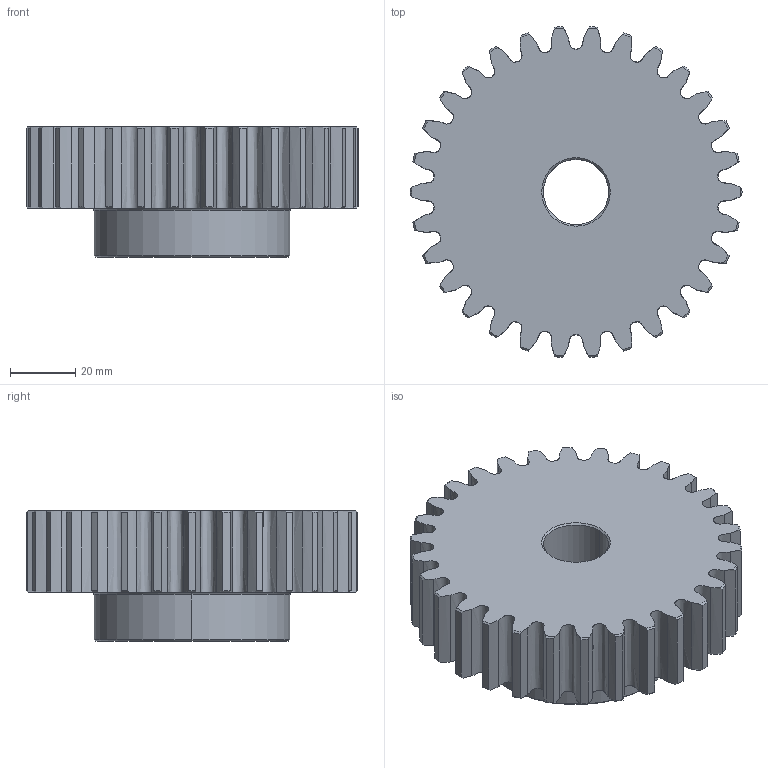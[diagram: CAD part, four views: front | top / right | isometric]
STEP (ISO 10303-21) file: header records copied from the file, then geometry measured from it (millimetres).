
FILE_DESCRIPTION (( 'STEP AP203' ), '1' );
FILE_NAME ('111-031-430.STEP', '2009-12-01T14:48:34', ( 'WMH Herion Antriebstechnik GmbH' ), ( 'WMH Herion Antriebstechnik GmbH' ), 'SwSTEP 2.0', 'SolidWorks 2009', '' );
FILE_SCHEMA (( 'CONFIG_CONTROL_DESIGN' ));
Length unit declared in the file: millimetre
Products named in the file (1): 111-031-430
Bounding box: 101.76 x 101.42 x 40 mm (x, y, z)
Volume: 205819.2 mm3; surface area: 33354.5 mm2
Topology: 1 solids, 1 shells, 198 faces, 576 edges, 381 vertices
Faces by surface type: bspline 90, cone 68, cylinder 35, plane 3, torus 2
Entity records: 9252 total; most frequent: CARTESIAN_POINT 4666, ORIENTED_EDGE 1152, DIRECTION 637, EDGE_CURVE 576, VERTEX_POINT 381, B_SPLINE_CURVE_WITH_KNOTS 300, AXIS2_PLACEMENT_3D 252, EDGE_LOOP 201
